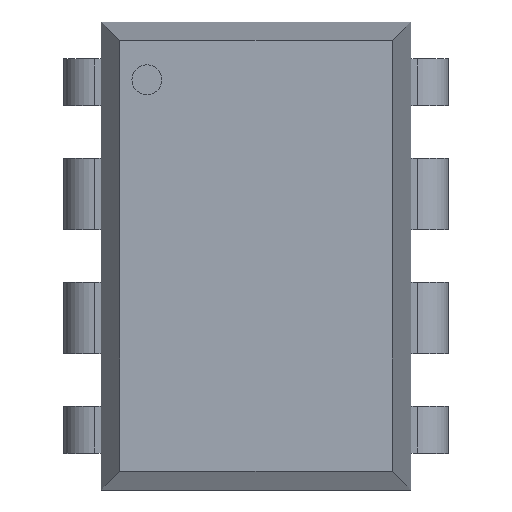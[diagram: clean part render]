
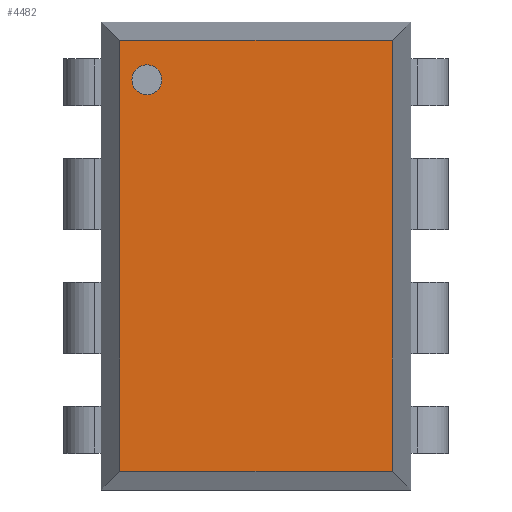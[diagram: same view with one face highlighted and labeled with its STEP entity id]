
A CAD part, top view. The second image highlights one B-rep face of the part: STEP entity #4482.
In plain terms, the highlighted face is planar.
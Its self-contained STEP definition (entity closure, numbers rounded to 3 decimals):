
#4227 = VERTEX_POINT('',#4228);
#4228 = CARTESIAN_POINT('',(-2.235,5.08,-3.3));
#4234 = EDGE_CURVE('',#4235,#4227,#4237,.T.);
#4235 = VERTEX_POINT('',#4236);
#4236 = CARTESIAN_POINT('',(-2.235,5.08,-3.913));
#4237 = CIRCLE('',#4238,0.307);
#4238 = AXIS2_PLACEMENT_3D('',#4239,#4240,#4241);
#4239 = CARTESIAN_POINT('',(-2.235,5.08,-3.607));
#4240 = DIRECTION('',(0.,1.,0.));
#4241 = DIRECTION('',(0.,-0.,1.));
#4392 = VERTEX_POINT('',#4393);
#4393 = CARTESIAN_POINT('',(2.794,5.08,4.414));
#4399 = EDGE_CURVE('',#4400,#4392,#4402,.T.);
#4400 = VERTEX_POINT('',#4401);
#4401 = CARTESIAN_POINT('',(-2.794,5.08,4.414));
#4402 = LINE('',#4403,#4404);
#4403 = CARTESIAN_POINT('',(-3.175,5.08,4.414));
#4404 = VECTOR('',#4405,1.);
#4405 = DIRECTION('',(1.,-0.,0.));
#4423 = VERTEX_POINT('',#4424);
#4424 = CARTESIAN_POINT('',(2.794,5.08,-4.414));
#4430 = EDGE_CURVE('',#4392,#4423,#4431,.T.);
#4431 = LINE('',#4432,#4433);
#4432 = CARTESIAN_POINT('',(2.794,5.08,4.794));
#4433 = VECTOR('',#4434,1.);
#4434 = DIRECTION('',(0.,0.,-1.));
#4447 = VERTEX_POINT('',#4448);
#4448 = CARTESIAN_POINT('',(-2.794,5.08,-4.414));
#4454 = EDGE_CURVE('',#4423,#4447,#4455,.T.);
#4455 = LINE('',#4456,#4457);
#4456 = CARTESIAN_POINT('',(3.175,5.08,-4.414));
#4457 = VECTOR('',#4458,1.);
#4458 = DIRECTION('',(-1.,-0.,0.));
#4471 = EDGE_CURVE('',#4447,#4400,#4472,.T.);
#4472 = LINE('',#4473,#4474);
#4473 = CARTESIAN_POINT('',(-2.794,5.08,-4.794));
#4474 = VECTOR('',#4475,1.);
#4475 = DIRECTION('',(-0.,-0.,1.));
#4482 = ADVANCED_FACE('',(#4483,#4493),#4499,.T.);
#4483 = FACE_BOUND('',#4484,.T.);
#4484 = EDGE_LOOP('',(#4485,#4492));
#4485 = ORIENTED_EDGE('',*,*,#4486,.F.);
#4486 = EDGE_CURVE('',#4227,#4235,#4487,.T.);
#4487 = CIRCLE('',#4488,0.307);
#4488 = AXIS2_PLACEMENT_3D('',#4489,#4490,#4491);
#4489 = CARTESIAN_POINT('',(-2.235,5.08,-3.607));
#4490 = DIRECTION('',(0.,1.,0.));
#4491 = DIRECTION('',(0.,-0.,1.));
#4492 = ORIENTED_EDGE('',*,*,#4234,.F.);
#4493 = FACE_BOUND('',#4494,.T.);
#4494 = EDGE_LOOP('',(#4495,#4496,#4497,#4498));
#4495 = ORIENTED_EDGE('',*,*,#4399,.T.);
#4496 = ORIENTED_EDGE('',*,*,#4430,.T.);
#4497 = ORIENTED_EDGE('',*,*,#4454,.T.);
#4498 = ORIENTED_EDGE('',*,*,#4471,.T.);
#4499 = PLANE('',#4500);
#4500 = AXIS2_PLACEMENT_3D('',#4501,#4502,#4503);
#4501 = CARTESIAN_POINT('',(0.,5.08,0.));
#4502 = DIRECTION('',(0.,1.,0.));
#4503 = DIRECTION('',(0.,-0.,1.));
